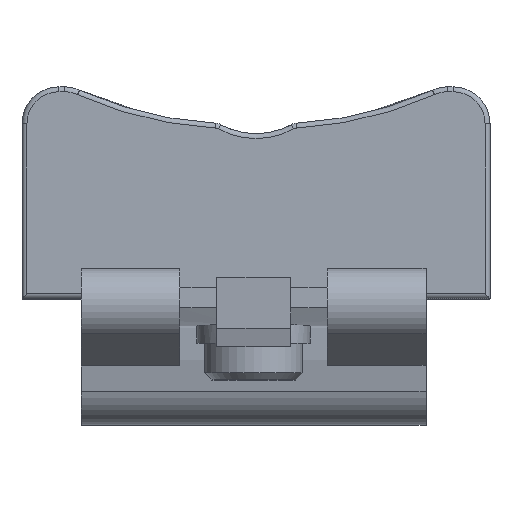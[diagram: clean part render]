
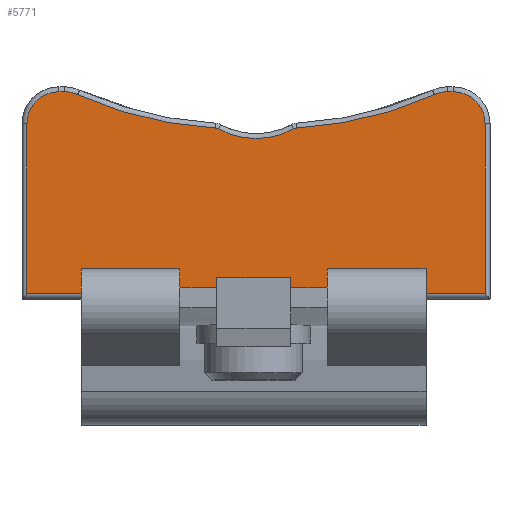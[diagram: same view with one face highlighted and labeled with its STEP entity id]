
A CAD part, top view. The second image highlights one B-rep face of the part: STEP entity #5771.
In plain terms, the highlighted planar face has unit normal (0, 0, 1).
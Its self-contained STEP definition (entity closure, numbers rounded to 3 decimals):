
#113 = DIRECTION ( 'NONE',  ( 0., 0., -1. ) ) ;
#125 = EDGE_CURVE ( 'NONE', #3094, #6545, #3891, .T. ) ;
#272 = ORIENTED_EDGE ( 'NONE', *, *, #2457, .T. ) ;
#367 = DIRECTION ( 'NONE',  ( 0., 0., 1. ) ) ;
#372 = VECTOR ( 'NONE', #4238, 1000. ) ;
#426 = EDGE_CURVE ( 'NONE', #4572, #2758, #5674, .T. ) ;
#491 = CARTESIAN_POINT ( 'NONE',  ( -25.014, 6.972, 29.536 ) ) ;
#511 = EDGE_CURVE ( 'NONE', #4046, #3094, #5550, .T. ) ;
#540 = DIRECTION ( 'NONE',  ( -1., 0., 0. ) ) ;
#557 = AXIS2_PLACEMENT_3D ( 'NONE', #5446, #1071, #6623 ) ;
#613 = CARTESIAN_POINT ( 'NONE',  ( -18.683, 8.748, 29.536 ) ) ;
#658 = EDGE_CURVE ( 'NONE', #2565, #3110, #5351, .T. ) ;
#717 = AXIS2_PLACEMENT_3D ( 'NONE', #6348, #1270, #5282 ) ;
#944 = ORIENTED_EDGE ( 'NONE', *, *, #511, .T. ) ;
#990 = CARTESIAN_POINT ( 'NONE',  ( -34.465, 7.448, 29.536 ) ) ;
#1061 = DIRECTION ( 'NONE',  ( -1., 0., 0. ) ) ;
#1071 = DIRECTION ( 'NONE',  ( 0., 0., -1. ) ) ;
#1074 = CARTESIAN_POINT ( 'NONE',  ( -34.683, 7.448, 29.536 ) ) ;
#1142 = VECTOR ( 'NONE', #3800, 1000. ) ;
#1163 = FACE_OUTER_BOUND ( 'NONE', #3623, .T. ) ;
#1231 = EDGE_CURVE ( 'NONE', #5655, #5756, #5826, .T. ) ;
#1270 = DIRECTION ( 'NONE',  ( 0., 0., -1. ) ) ;
#1296 = CARTESIAN_POINT ( 'NONE',  ( -27.483, 22.948, 29.536 ) ) ;
#1533 = ORIENTED_EDGE ( 'NONE', *, *, #4695, .T. ) ;
#1610 = CARTESIAN_POINT ( 'NONE',  ( -19.435, 8.634, 29.536 ) ) ;
#1629 = DIRECTION ( 'NONE',  ( 0., 0., 1. ) ) ;
#1638 = CARTESIAN_POINT ( 'NONE',  ( -17.183, 8.748, 29.536 ) ) ;
#1657 = CARTESIAN_POINT ( 'NONE',  ( -18.901, 7.448, 29.536 ) ) ;
#1739 = DIRECTION ( 'NONE',  ( 0., 0., 1. ) ) ;
#1776 = DIRECTION ( 'NONE',  ( 0., -1., 0. ) ) ;
#1807 = VERTEX_POINT ( 'NONE', #4436 ) ;
#2364 = AXIS2_PLACEMENT_3D ( 'NONE', #491, #1629, #7288 ) ;
#2371 = DIRECTION ( 'NONE',  ( 0., 0., 1. ) ) ;
#2438 = ORIENTED_EDGE ( 'NONE', *, *, #3673, .T. ) ;
#2457 = EDGE_CURVE ( 'NONE', #6545, #4572, #6003, .T. ) ;
#2486 = AXIS2_PLACEMENT_3D ( 'NONE', #7115, #367, #3106 ) ;
#2565 = VERTEX_POINT ( 'NONE', #6919 ) ;
#2582 = CARTESIAN_POINT ( 'NONE',  ( -18.901, 8.748, 29.536 ) ) ;
#2603 = ORIENTED_EDGE ( 'NONE', *, *, #4832, .T. ) ;
#2658 = ORIENTED_EDGE ( 'NONE', *, *, #3543, .T. ) ;
#2701 = AXIS2_PLACEMENT_3D ( 'NONE', #1657, #2371, #1061 ) ;
#2716 = ORIENTED_EDGE ( 'NONE', *, *, #658, .T. ) ;
#2758 = VERTEX_POINT ( 'NONE', #4601 ) ;
#2836 = AXIS2_PLACEMENT_3D ( 'NONE', #3307, #6140, #6101 ) ;
#2850 = CARTESIAN_POINT ( 'NONE',  ( -35.983, 8.948, 29.536 ) ) ;
#3040 = AXIS2_PLACEMENT_3D ( 'NONE', #5236, #1739, #4679 ) ;
#3094 = VERTEX_POINT ( 'NONE', #5537 ) ;
#3106 = DIRECTION ( 'NONE',  ( -1., 0., 0. ) ) ;
#3110 = VERTEX_POINT ( 'NONE', #4396 ) ;
#3247 = CARTESIAN_POINT ( 'NONE',  ( -17.183, 0.548, 29.536 ) ) ;
#3307 = CARTESIAN_POINT ( 'NONE',  ( -25.883, 22.948, 29.536 ) ) ;
#3330 = DIRECTION ( 'NONE',  ( -1., 0., 0. ) ) ;
#3409 = EDGE_CURVE ( 'NONE', #6005, #6682, #6220, .T. ) ;
#3506 = VECTOR ( 'NONE', #540, 1000. ) ;
#3543 = EDGE_CURVE ( 'NONE', #5523, #2565, #4364, .T. ) ;
#3561 = ORIENTED_EDGE ( 'NONE', *, *, #6007, .T. ) ;
#3623 = EDGE_LOOP ( 'NONE', ( #1533, #4998, #2658, #2716, #2438, #4555, #2603, #944, #6789, #272, #5604, #3561, #4984, #5062 ) ) ;
#3673 = EDGE_CURVE ( 'NONE', #3110, #6005, #5274, .T. ) ;
#3717 = EDGE_CURVE ( 'NONE', #1807, #5523, #6201, .T. ) ;
#3724 = LINE ( 'NONE', #6036, #1142 ) ;
#3800 = DIRECTION ( 'NONE',  ( -1., 0., 0. ) ) ;
#3891 = CIRCLE ( 'NONE', #2364, 0.3 ) ;
#4003 = EDGE_CURVE ( 'NONE', #5756, #5934, #3724, .T. ) ;
#4046 = VERTEX_POINT ( 'NONE', #1610 ) ;
#4212 = VECTOR ( 'NONE', #1776, 1000. ) ;
#4238 = DIRECTION ( 'NONE',  ( 0., 1., 0. ) ) ;
#4281 = AXIS2_PLACEMENT_3D ( 'NONE', #990, #7245, #3330 ) ;
#4364 = LINE ( 'NONE', #3247, #6606 ) ;
#4396 = CARTESIAN_POINT ( 'NONE',  ( -17.383, 7.448, 29.536 ) ) ;
#4436 = CARTESIAN_POINT ( 'NONE',  ( -35.983, 7.448, 29.536 ) ) ;
#4539 = DIRECTION ( 'NONE',  ( -1., 0., 0. ) ) ;
#4555 = ORIENTED_EDGE ( 'NONE', *, *, #3409, .T. ) ;
#4572 = VERTEX_POINT ( 'NONE', #5522 ) ;
#4587 = PLANE ( 'NONE',  #717 ) ;
#4601 = CARTESIAN_POINT ( 'NONE',  ( -28.336, 7.271, 29.536 ) ) ;
#4666 = CARTESIAN_POINT ( 'NONE',  ( -34.465, 8.748, 29.536 ) ) ;
#4679 = DIRECTION ( 'NONE',  ( -1., 0., 0. ) ) ;
#4695 = EDGE_CURVE ( 'NONE', #5934, #1807, #5981, .T. ) ;
#4724 = CARTESIAN_POINT ( 'NONE',  ( -17.383, 8.948, 29.536 ) ) ;
#4832 = EDGE_CURVE ( 'NONE', #6682, #4046, #5914, .T. ) ;
#4867 = CIRCLE ( 'NONE', #7002, 15.7 ) ;
#4959 = CARTESIAN_POINT ( 'NONE',  ( -33.931, 8.634, 29.536 ) ) ;
#4984 = ORIENTED_EDGE ( 'NONE', *, *, #1231, .T. ) ;
#4998 = ORIENTED_EDGE ( 'NONE', *, *, #3717, .T. ) ;
#5062 = ORIENTED_EDGE ( 'NONE', *, *, #4003, .T. ) ;
#5236 = CARTESIAN_POINT ( 'NONE',  ( -18.683, 7.448, 29.536 ) ) ;
#5274 = CIRCLE ( 'NONE', #3040, 1.3 ) ;
#5282 = DIRECTION ( 'NONE',  ( -1., 0., 0. ) ) ;
#5351 = LINE ( 'NONE', #4724, #372 ) ;
#5446 = CARTESIAN_POINT ( 'NONE',  ( -26.683, 10.048, 29.536 ) ) ;
#5522 = CARTESIAN_POINT ( 'NONE',  ( -28.209, 7.236, 29.536 ) ) ;
#5523 = VERTEX_POINT ( 'NONE', #6640 ) ;
#5537 = CARTESIAN_POINT ( 'NONE',  ( -25.03, 7.271, 29.536 ) ) ;
#5550 = CIRCLE ( 'NONE', #2836, 15.7 ) ;
#5562 = DIRECTION ( 'NONE',  ( 0., 0., 1. ) ) ;
#5604 = ORIENTED_EDGE ( 'NONE', *, *, #426, .T. ) ;
#5617 = AXIS2_PLACEMENT_3D ( 'NONE', #1074, #5562, #5642 ) ;
#5642 = DIRECTION ( 'NONE',  ( -1., 0., 0. ) ) ;
#5655 = VERTEX_POINT ( 'NONE', #4959 ) ;
#5674 = CIRCLE ( 'NONE', #2486, 0.3 ) ;
#5756 = VERTEX_POINT ( 'NONE', #4666 ) ;
#5771 = ADVANCED_FACE ( 'NONE', ( #1163 ), #4587, .F. ) ;
#5826 = CIRCLE ( 'NONE', #4281, 1.3 ) ;
#5914 = CIRCLE ( 'NONE', #2701, 1.3 ) ;
#5934 = VERTEX_POINT ( 'NONE', #6135 ) ;
#5981 = CIRCLE ( 'NONE', #5617, 1.3 ) ;
#6003 = CIRCLE ( 'NONE', #557, 3.2 ) ;
#6005 = VERTEX_POINT ( 'NONE', #613 ) ;
#6007 = EDGE_CURVE ( 'NONE', #2758, #5655, #4867, .T. ) ;
#6036 = CARTESIAN_POINT ( 'NONE',  ( -17.183, 8.748, 29.536 ) ) ;
#6101 = DIRECTION ( 'NONE',  ( -1., 0., 0. ) ) ;
#6117 = DIRECTION ( 'NONE',  ( 1., 0., 0. ) ) ;
#6135 = CARTESIAN_POINT ( 'NONE',  ( -34.683, 8.748, 29.536 ) ) ;
#6140 = DIRECTION ( 'NONE',  ( 0., 0., -1. ) ) ;
#6201 = LINE ( 'NONE', #2850, #4212 ) ;
#6220 = LINE ( 'NONE', #1638, #3506 ) ;
#6348 = CARTESIAN_POINT ( 'NONE',  ( -17.183, 8.948, 29.536 ) ) ;
#6545 = VERTEX_POINT ( 'NONE', #7308 ) ;
#6606 = VECTOR ( 'NONE', #6117, 1000. ) ;
#6623 = DIRECTION ( 'NONE',  ( -1., 0., 0. ) ) ;
#6640 = CARTESIAN_POINT ( 'NONE',  ( -35.983, 0.548, 29.536 ) ) ;
#6682 = VERTEX_POINT ( 'NONE', #2582 ) ;
#6789 = ORIENTED_EDGE ( 'NONE', *, *, #125, .T. ) ;
#6919 = CARTESIAN_POINT ( 'NONE',  ( -17.383, 0.548, 29.536 ) ) ;
#7002 = AXIS2_PLACEMENT_3D ( 'NONE', #1296, #113, #4539 ) ;
#7115 = CARTESIAN_POINT ( 'NONE',  ( -28.352, 6.972, 29.536 ) ) ;
#7245 = DIRECTION ( 'NONE',  ( 0., 0., 1. ) ) ;
#7288 = DIRECTION ( 'NONE',  ( -1., 0., 0. ) ) ;
#7308 = CARTESIAN_POINT ( 'NONE',  ( -25.157, 7.236, 29.536 ) ) ;
